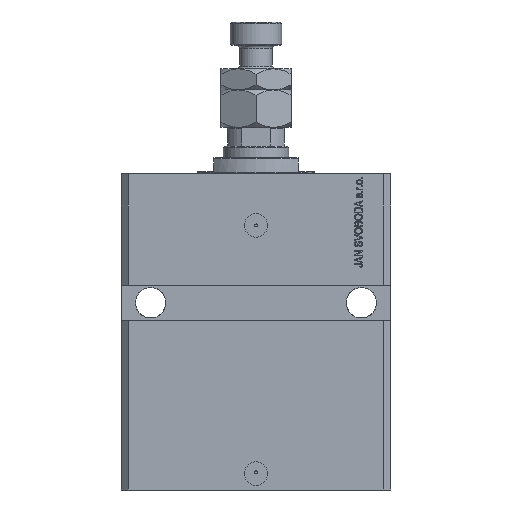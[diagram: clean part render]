
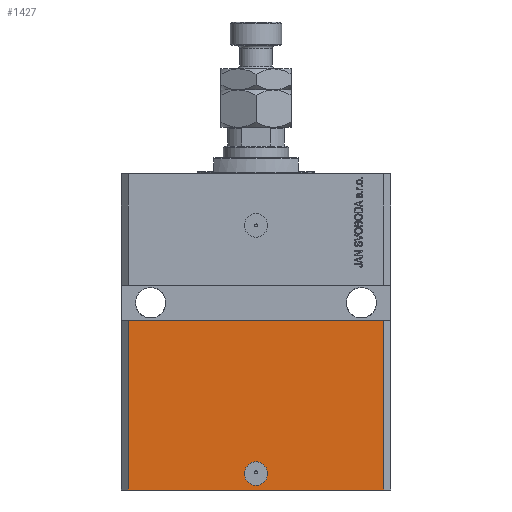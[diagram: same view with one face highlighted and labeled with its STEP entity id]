
A CAD part, front view. The second image highlights one B-rep face of the part: STEP entity #1427.
In plain terms, the highlighted planar face has unit normal (0, -1, 0).
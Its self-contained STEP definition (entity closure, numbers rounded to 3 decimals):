
#715 = CARTESIAN_POINT ( 'NONE',  ( -54.5, -45., -135. ) ) ;
#791 = AXIS2_PLACEMENT_3D ( 'NONE', #32898, #47561, #3058 ) ;
#1427 = ADVANCED_FACE ( 'NONE', ( #1845, #24464 ), #12696, .T. ) ;
#1845 = FACE_BOUND ( 'NONE', #10379, .T. ) ;
#2165 = ORIENTED_EDGE ( 'NONE', *, *, #35832, .F. ) ;
#2863 = DIRECTION ( 'NONE',  ( 1., 0., 0. ) ) ;
#3058 = DIRECTION ( 'NONE',  ( 1., 0., 0. ) ) ;
#3081 = CARTESIAN_POINT ( 'NONE',  ( -5., -45., -128. ) ) ;
#3938 = EDGE_CURVE ( 'NONE', #17967, #37684, #44764, .T. ) ;
#4104 = DIRECTION ( 'NONE',  ( 1., 0., 0. ) ) ;
#4756 = CARTESIAN_POINT ( 'NONE',  ( 5., -45., -128. ) ) ;
#5476 = DIRECTION ( 'NONE',  ( 1., 0., 0. ) ) ;
#6666 = VERTEX_POINT ( 'NONE', #3081 ) ;
#7145 = CARTESIAN_POINT ( 'NONE',  ( -54.5, -45., -62.5 ) ) ;
#7801 = EDGE_CURVE ( 'NONE', #37684, #45643, #35070, .T. ) ;
#9332 = VERTEX_POINT ( 'NONE', #4756 ) ;
#9451 = DIRECTION ( 'NONE',  ( 1., 0., 0. ) ) ;
#9856 = DIRECTION ( 'NONE',  ( 0., -1., 0. ) ) ;
#10379 = EDGE_LOOP ( 'NONE', ( #34125, #26199 ) ) ;
#10526 = CARTESIAN_POINT ( 'NONE',  ( 54.5, -45., -62.5 ) ) ;
#12696 = PLANE ( 'NONE',  #42092 ) ;
#13257 = VECTOR ( 'NONE', #9451, 1000. ) ;
#13477 = CARTESIAN_POINT ( 'NONE',  ( 0., -45., -128. ) ) ;
#13822 = VECTOR ( 'NONE', #20627, 1000. ) ;
#14707 = CARTESIAN_POINT ( 'NONE',  ( -54.5, -45., -135. ) ) ;
#17070 = EDGE_CURVE ( 'NONE', #9332, #6666, #45519, .T. ) ;
#17243 = CARTESIAN_POINT ( 'NONE',  ( -54.5, -45., -135. ) ) ;
#17967 = VERTEX_POINT ( 'NONE', #14707 ) ;
#20627 = DIRECTION ( 'NONE',  ( 0., 0., 1. ) ) ;
#20921 = AXIS2_PLACEMENT_3D ( 'NONE', #13477, #9856, #2863 ) ;
#23236 = CARTESIAN_POINT ( 'NONE',  ( 54.5, -45., -135. ) ) ;
#23858 = CIRCLE ( 'NONE', #791, 5. ) ;
#24464 = FACE_OUTER_BOUND ( 'NONE', #30363, .T. ) ;
#26199 = ORIENTED_EDGE ( 'NONE', *, *, #30963, .F. ) ;
#26812 = DIRECTION ( 'NONE',  ( 0., 0., 1. ) ) ;
#27612 = CARTESIAN_POINT ( 'NONE',  ( 54.5, -45., -135. ) ) ;
#27976 = LINE ( 'NONE', #42661, #13257 ) ;
#30363 = EDGE_LOOP ( 'NONE', ( #2165, #47328, #42366, #37004 ) ) ;
#30413 = CARTESIAN_POINT ( 'NONE',  ( -54.5, -45., -135. ) ) ;
#30963 = EDGE_CURVE ( 'NONE', #6666, #9332, #23858, .T. ) ;
#31402 = VECTOR ( 'NONE', #4104, 1000. ) ;
#31683 = DIRECTION ( 'NONE',  ( 0., -1., 0. ) ) ;
#32898 = CARTESIAN_POINT ( 'NONE',  ( 0., -45., -128. ) ) ;
#34125 = ORIENTED_EDGE ( 'NONE', *, *, #17070, .F. ) ;
#35070 = LINE ( 'NONE', #27612, #13822 ) ;
#35741 = VECTOR ( 'NONE', #26812, 1000. ) ;
#35832 = EDGE_CURVE ( 'NONE', #44069, #45643, #27976, .T. ) ;
#37004 = ORIENTED_EDGE ( 'NONE', *, *, #7801, .T. ) ;
#37684 = VERTEX_POINT ( 'NONE', #23236 ) ;
#42092 = AXIS2_PLACEMENT_3D ( 'NONE', #17243, #31683, #5476 ) ;
#42366 = ORIENTED_EDGE ( 'NONE', *, *, #3938, .T. ) ;
#42381 = EDGE_CURVE ( 'NONE', #17967, #44069, #45104, .T. ) ;
#42661 = CARTESIAN_POINT ( 'NONE',  ( -57.5, -45., -62.5 ) ) ;
#44069 = VERTEX_POINT ( 'NONE', #7145 ) ;
#44764 = LINE ( 'NONE', #715, #31402 ) ;
#45104 = LINE ( 'NONE', #30413, #35741 ) ;
#45519 = CIRCLE ( 'NONE', #20921, 5. ) ;
#45643 = VERTEX_POINT ( 'NONE', #10526 ) ;
#47328 = ORIENTED_EDGE ( 'NONE', *, *, #42381, .F. ) ;
#47561 = DIRECTION ( 'NONE',  ( 0., -1., 0. ) ) ;
